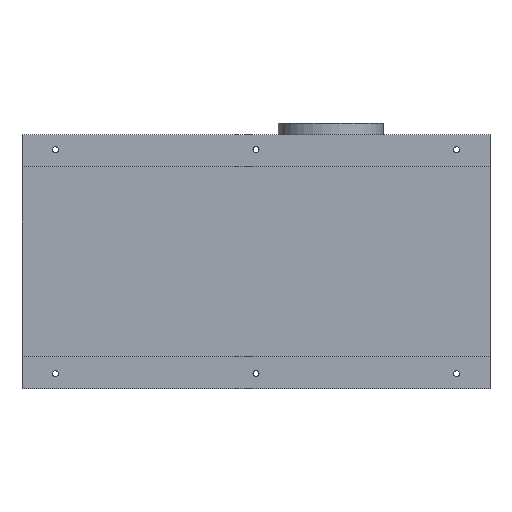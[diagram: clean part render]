
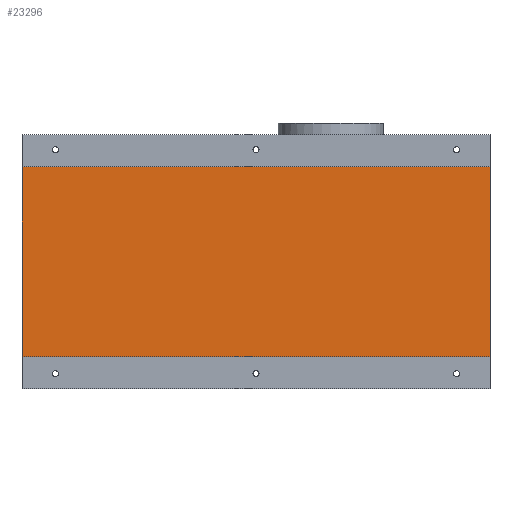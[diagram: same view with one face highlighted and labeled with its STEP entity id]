
A CAD part, front view. The second image highlights one B-rep face of the part: STEP entity #23296.
In plain terms, the highlighted planar face has unit normal (0, -1, 0).
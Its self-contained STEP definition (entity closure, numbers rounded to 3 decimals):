
#23240=CARTESIAN_POINT('',(1015.0,-390.,-372.5));
#23241=VERTEX_POINT('',#23240);
#23248=CARTESIAN_POINT('',(-385.,-390.,-372.5));
#23249=VERTEX_POINT('',#23248);
#23250=CARTESIAN_POINT('',(-385.,-390.,-372.5));
#23251=DIRECTION('',(1.0,0.0,0.0));
#23252=VECTOR('',#23251,1400.0);
#23253=LINE('',#23250,#23252);
#23254=EDGE_CURVE('',#23249,#23241,#23253,.T.);
#23266=CARTESIAN_POINT('',(-385.,-390.,-372.5));
#23267=DIRECTION('',(0.0,-1.0,0.0));
#23268=DIRECTION('',(0.0,0.0,-1.0));
#23269=AXIS2_PLACEMENT_3D('',#23266,#23267,#23268);
#23270=PLANE('',#23269);
#23271=CARTESIAN_POINT('',(1015.0,-390.,195.5));
#23272=VERTEX_POINT('',#23271);
#23273=CARTESIAN_POINT('',(1015.0,-390.,-372.5));
#23274=DIRECTION('',(0.0,0.0,1.0));
#23275=VECTOR('',#23274,568.0);
#23276=LINE('',#23273,#23275);
#23277=EDGE_CURVE('',#23241,#23272,#23276,.T.);
#23278=ORIENTED_EDGE('',*,*,#23277,.T.);
#23279=CARTESIAN_POINT('',(-385.,-390.,195.5));
#23280=VERTEX_POINT('',#23279);
#23281=CARTESIAN_POINT('',(-385.,-390.,195.5));
#23282=DIRECTION('',(1.0,0.0,0.0));
#23283=VECTOR('',#23282,1400.0);
#23284=LINE('',#23281,#23283);
#23285=EDGE_CURVE('',#23280,#23272,#23284,.T.);
#23286=ORIENTED_EDGE('',*,*,#23285,.F.);
#23287=CARTESIAN_POINT('',(-385.,-390.,195.5));
#23288=DIRECTION('',(0.0,0.0,-1.0));
#23289=VECTOR('',#23288,568.0);
#23290=LINE('',#23287,#23289);
#23291=EDGE_CURVE('',#23280,#23249,#23290,.T.);
#23292=ORIENTED_EDGE('',*,*,#23291,.T.);
#23293=ORIENTED_EDGE('',*,*,#23254,.T.);
#23294=EDGE_LOOP('',(#23278,#23286,#23292,#23293));
#23295=FACE_OUTER_BOUND('',#23294,.T.);
#23296=ADVANCED_FACE('',(#23295),#23270,.T.);
